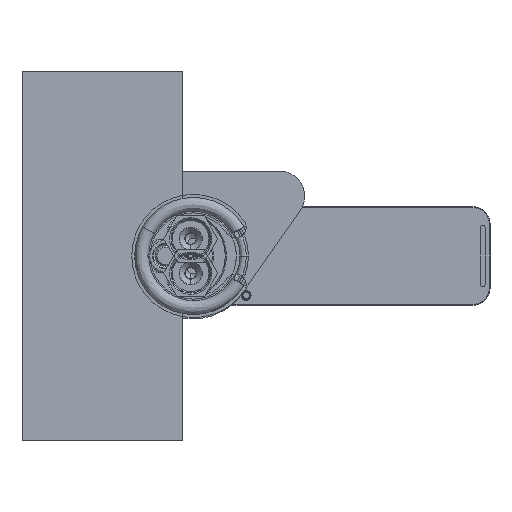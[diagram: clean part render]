
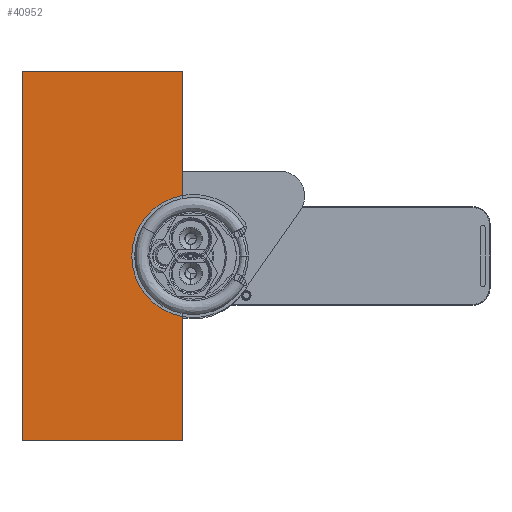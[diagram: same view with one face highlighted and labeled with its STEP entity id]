
A CAD part, front view. The second image highlights one B-rep face of the part: STEP entity #40952.
In plain terms, the highlighted face is planar.
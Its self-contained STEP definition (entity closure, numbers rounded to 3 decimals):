
#175 = EDGE_CURVE ( 'NONE', #50956, #16190, #62126, .T. ) ;
#461 = VECTOR ( 'NONE', #37791, 1000. ) ;
#2061 = VERTEX_POINT ( 'NONE', #27865 ) ;
#2665 = CARTESIAN_POINT ( 'NONE',  ( 0., 0., 0. ) ) ;
#2896 = CARTESIAN_POINT ( 'NONE',  ( -75., 0., 0. ) ) ;
#2897 = DIRECTION ( 'NONE',  ( 1., 0., 0. ) ) ;
#3039 = CARTESIAN_POINT ( 'NONE',  ( 0., 0., 0. ) ) ;
#7555 = DIRECTION ( 'NONE',  ( 1., 0., 0. ) ) ;
#7607 = ORIENTED_EDGE ( 'NONE', *, *, #12486, .F. ) ;
#8349 = CARTESIAN_POINT ( 'NONE',  ( 17.5, 0., 0. ) ) ;
#8375 = PLANE ( 'NONE',  #20039 ) ;
#8601 = FACE_OUTER_BOUND ( 'NONE', #21914, .T. ) ;
#9037 = DIRECTION ( 'NONE',  ( 1., 0., 0. ) ) ;
#11608 = CARTESIAN_POINT ( 'NONE',  ( 75., 0., 0. ) ) ;
#12486 = EDGE_CURVE ( 'NONE', #36499, #65056, #18815, .T. ) ;
#13749 = DIRECTION ( 'NONE',  ( 0., 0., 1. ) ) ;
#16190 = VERTEX_POINT ( 'NONE', #8349 ) ;
#17405 = ORIENTED_EDGE ( 'NONE', *, *, #40318, .F. ) ;
#18815 = LINE ( 'NONE', #33137, #50006 ) ;
#20039 = AXIS2_PLACEMENT_3D ( 'NONE', #34497, #13749, #9037 ) ;
#21914 = EDGE_LOOP ( 'NONE', ( #7607, #60787, #49062, #64277, #24832, #17405 ) ) ;
#22369 = CARTESIAN_POINT ( 'NONE',  ( 75., 0., 0. ) ) ;
#22608 = EDGE_CURVE ( 'NONE', #16190, #65931, #36463, .T. ) ;
#24832 = ORIENTED_EDGE ( 'NONE', *, *, #175, .F. ) ;
#24908 = LINE ( 'NONE', #36419, #29713 ) ;
#25295 = VECTOR ( 'NONE', #54221, 1000. ) ;
#26950 = AXIS2_PLACEMENT_3D ( 'NONE', #2665, #33003, #7555 ) ;
#27865 = CARTESIAN_POINT ( 'NONE',  ( 75., 65., 0. ) ) ;
#28348 = CARTESIAN_POINT ( 'NONE',  ( 0., 0., 0. ) ) ;
#29713 = VECTOR ( 'NONE', #51887, 1000. ) ;
#30831 = EDGE_CURVE ( 'NONE', #65931, #2061, #38038, .T. ) ;
#33003 = DIRECTION ( 'NONE',  ( 0., 0., -1. ) ) ;
#33137 = CARTESIAN_POINT ( 'NONE',  ( -75., 0., 0. ) ) ;
#34497 = CARTESIAN_POINT ( 'NONE',  ( 0., 0., 0. ) ) ;
#36419 = CARTESIAN_POINT ( 'NONE',  ( 0., 65., 0. ) ) ;
#36463 = LINE ( 'NONE', #3039, #25295 ) ;
#36499 = VERTEX_POINT ( 'NONE', #44903 ) ;
#37791 = DIRECTION ( 'NONE',  ( 0., 1., 0. ) ) ;
#38038 = LINE ( 'NONE', #22369, #461 ) ;
#40318 = EDGE_CURVE ( 'NONE', #65056, #50956, #54281, .T. ) ;
#40952 = ADVANCED_FACE ( 'NONE', ( #8601 ), #8375, .F. ) ;
#44903 = CARTESIAN_POINT ( 'NONE',  ( -75., 65., 0. ) ) ;
#49062 = ORIENTED_EDGE ( 'NONE', *, *, #30831, .F. ) ;
#50006 = VECTOR ( 'NONE', #57820, 1000. ) ;
#50813 = EDGE_CURVE ( 'NONE', #2061, #36499, #24908, .T. ) ;
#50956 = VERTEX_POINT ( 'NONE', #52772 ) ;
#51097 = VECTOR ( 'NONE', #2897, 1000. ) ;
#51887 = DIRECTION ( 'NONE',  ( -1., 0., 0. ) ) ;
#52772 = CARTESIAN_POINT ( 'NONE',  ( -17.5, 0., 0. ) ) ;
#54221 = DIRECTION ( 'NONE',  ( 1., 0., 0. ) ) ;
#54281 = LINE ( 'NONE', #28348, #51097 ) ;
#57820 = DIRECTION ( 'NONE',  ( 0., -1., 0. ) ) ;
#60787 = ORIENTED_EDGE ( 'NONE', *, *, #50813, .F. ) ;
#62126 = CIRCLE ( 'NONE', #26950, 17.5 ) ;
#64277 = ORIENTED_EDGE ( 'NONE', *, *, #22608, .F. ) ;
#65056 = VERTEX_POINT ( 'NONE', #2896 ) ;
#65931 = VERTEX_POINT ( 'NONE', #11608 ) ;
